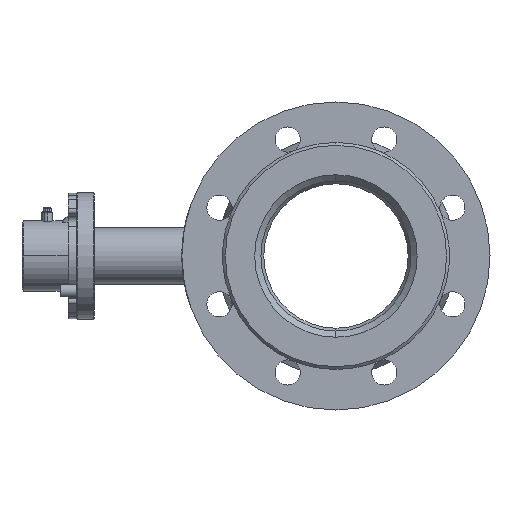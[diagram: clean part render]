
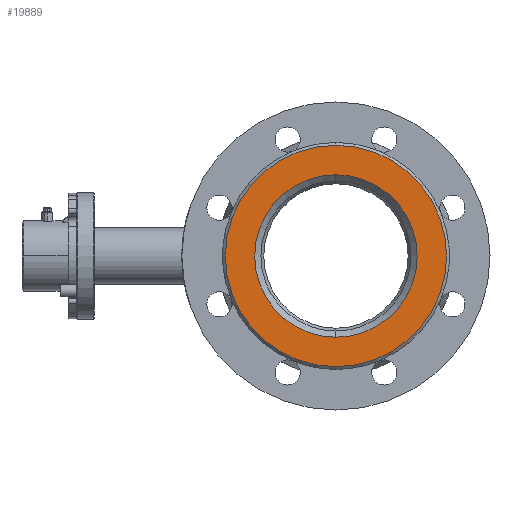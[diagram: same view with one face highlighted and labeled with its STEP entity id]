
A CAD part, left-side view. The second image highlights one B-rep face of the part: STEP entity #19889.
In plain terms, the highlighted planar face has unit normal (-1, 0, 0).
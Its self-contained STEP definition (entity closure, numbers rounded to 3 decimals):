
#395 = ORIENTED_EDGE ( 'NONE', *, *, #21216, .T. ) ;
#1408 = AXIS2_PLACEMENT_3D ( 'NONE', #32525, #21858, #19149 ) ;
#2806 = DIRECTION ( 'NONE',  ( -1., 0., 0. ) ) ;
#3480 = AXIS2_PLACEMENT_3D ( 'NONE', #32576, #27829, #22579 ) ;
#4229 = EDGE_CURVE ( 'NONE', #29987, #22654, #5195, .T. ) ;
#4654 = EDGE_LOOP ( 'NONE', ( #15580, #19194 ) ) ;
#5195 = CIRCLE ( 'NONE', #1408, 79. ) ;
#5386 = FACE_BOUND ( 'NONE', #4654, .T. ) ;
#5790 = EDGE_LOOP ( 'NONE', ( #8781, #395 ) ) ;
#7437 = FACE_OUTER_BOUND ( 'NONE', #5790, .T. ) ;
#8002 = CARTESIAN_POINT ( 'NONE',  ( -175., 0., 79. ) ) ;
#8024 = CARTESIAN_POINT ( 'NONE',  ( -175., 0., -79. ) ) ;
#8781 = ORIENTED_EDGE ( 'NONE', *, *, #4229, .T. ) ;
#10593 = DIRECTION ( 'NONE',  ( 0., 0., 1. ) ) ;
#12955 = DIRECTION ( 'NONE',  ( 0., 0., 1. ) ) ;
#13356 = CARTESIAN_POINT ( 'NONE',  ( -175., 0., 58. ) ) ;
#15057 = CARTESIAN_POINT ( 'NONE',  ( -175., 58., 0. ) ) ;
#15580 = ORIENTED_EDGE ( 'NONE', *, *, #22557, .F. ) ;
#16634 = AXIS2_PLACEMENT_3D ( 'NONE', #25984, #2806, #12955 ) ;
#18580 = VERTEX_POINT ( 'NONE', #20923 ) ;
#19149 = DIRECTION ( 'NONE',  ( 0., 0., 1. ) ) ;
#19194 = ORIENTED_EDGE ( 'NONE', *, *, #30618, .F. ) ;
#19198 = VERTEX_POINT ( 'NONE', #13356 ) ;
#19889 = ADVANCED_FACE ( 'NONE', ( #5386, #7437 ), #20292, .F. ) ;
#20292 = PLANE ( 'NONE',  #25108 ) ;
#20589 = DIRECTION ( 'NONE',  ( -1., 0., 0. ) ) ;
#20830 = AXIS2_PLACEMENT_3D ( 'NONE', #20917, #20589, #10593 ) ;
#20917 = CARTESIAN_POINT ( 'NONE',  ( -175., 0., 0. ) ) ;
#20923 = CARTESIAN_POINT ( 'NONE',  ( -175., 0., -58. ) ) ;
#21216 = EDGE_CURVE ( 'NONE', #22654, #29987, #21941, .T. ) ;
#21858 = DIRECTION ( 'NONE',  ( -1., 0., 0. ) ) ;
#21941 = CIRCLE ( 'NONE', #20830, 79. ) ;
#22557 = EDGE_CURVE ( 'NONE', #19198, #18580, #31024, .T. ) ;
#22579 = DIRECTION ( 'NONE',  ( 0., 0., 1. ) ) ;
#22654 = VERTEX_POINT ( 'NONE', #8002 ) ;
#25108 = AXIS2_PLACEMENT_3D ( 'NONE', #15057, #30621, #31104 ) ;
#25984 = CARTESIAN_POINT ( 'NONE',  ( -175., 0., 0. ) ) ;
#26905 = CIRCLE ( 'NONE', #16634, 58. ) ;
#27829 = DIRECTION ( 'NONE',  ( -1., 0., 0. ) ) ;
#29987 = VERTEX_POINT ( 'NONE', #8024 ) ;
#30618 = EDGE_CURVE ( 'NONE', #18580, #19198, #26905, .T. ) ;
#30621 = DIRECTION ( 'NONE',  ( 1., 0., 0. ) ) ;
#31024 = CIRCLE ( 'NONE', #3480, 58. ) ;
#31104 = DIRECTION ( 'NONE',  ( 0., 0., -1. ) ) ;
#32525 = CARTESIAN_POINT ( 'NONE',  ( -175., 0., 0. ) ) ;
#32576 = CARTESIAN_POINT ( 'NONE',  ( -175., 0., 0. ) ) ;
